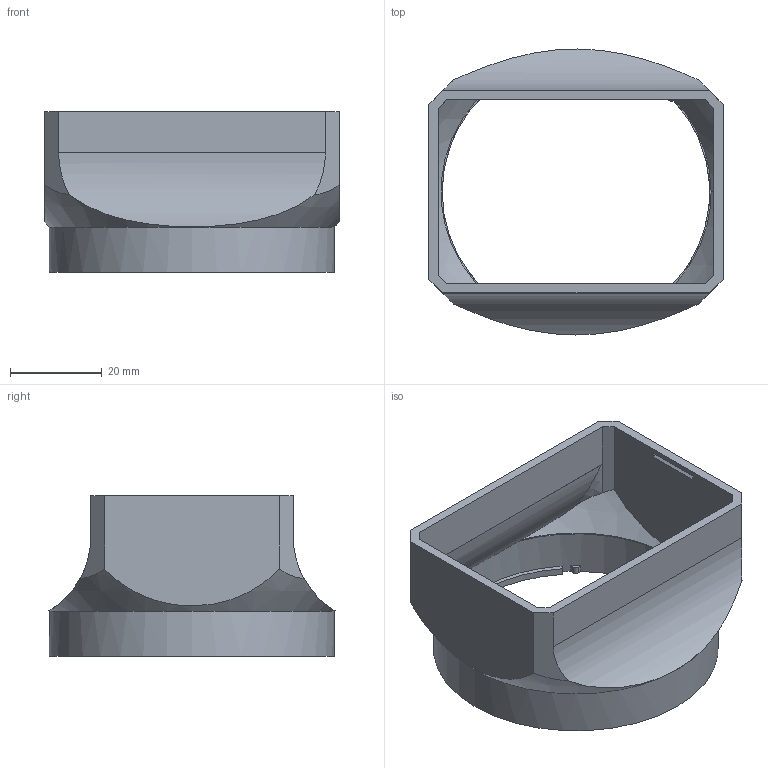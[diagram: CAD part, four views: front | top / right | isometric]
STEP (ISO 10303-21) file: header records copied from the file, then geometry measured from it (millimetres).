
FILE_DESCRIPTION(('HOOPS Exchange Step'),'2;1');
FILE_NAME('temp_export','2023-06-13T19:32:01-04:00',('gmoua'),('Shapr3D Limited'),'HOOPS Exchange 2022.2','Shapr3D','Authorized');
FILE_SCHEMA( ('AUTOMOTIVE_DESIGN { 1 0 10303 214 1 1 1 1 }') );
Length unit declared in the file: millimetre
Products named in the file (1): Hood
Bounding box: 64 x 62.18 x 35 mm (x, y, z)
Volume: 14068.7 mm3; surface area: 15624.6 mm2
Topology: 1 solids, 1 shells, 87 faces, 293 edges, 210 vertices
Faces by surface type: plane 52, bspline 21, cylinder 10, sphere 4
Full cylindrical faces by diameter (mm): 58.2 x1, 62 x1
Entity records: 6166 total; most frequent: CARTESIAN_POINT 3851, ORIENTED_EDGE 586, DIRECTION 325, EDGE_CURVE 293, VERTEX_POINT 210, B_SPLINE_CURVE_WITH_KNOTS 136, VECTOR 123, LINE 123
